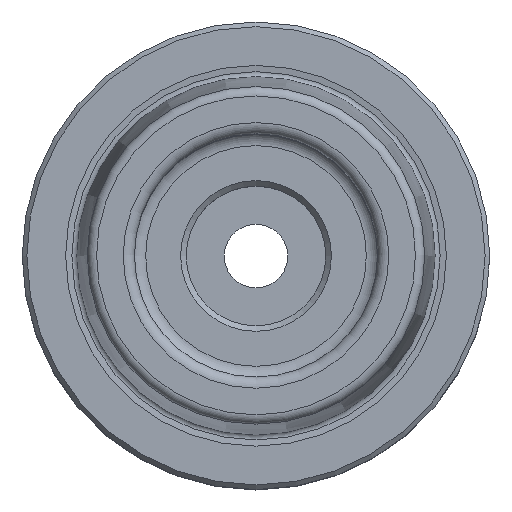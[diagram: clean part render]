
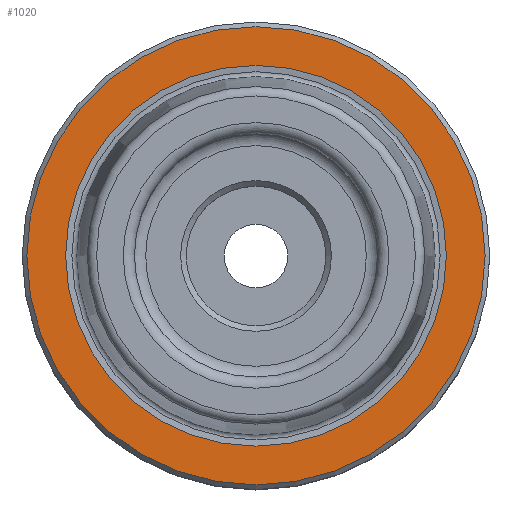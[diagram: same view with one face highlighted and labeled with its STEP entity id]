
A CAD part, top view. The second image highlights one B-rep face of the part: STEP entity #1020.
In plain terms, the highlighted planar face has unit normal (0, 0, 1).
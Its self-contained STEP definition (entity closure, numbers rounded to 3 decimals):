
#43=PLANE('',#1115);
#118=ORIENTED_EDGE('',*,*,#209,.T.);
#119=ORIENTED_EDGE('',*,*,#208,.F.);
#208=EDGE_CURVE('',#265,#265,#322,.T.);
#209=EDGE_CURVE('',#266,#266,#323,.T.);
#265=VERTEX_POINT('',#1492);
#266=VERTEX_POINT('',#1495);
#322=CIRCLE('',#1114,20.358);
#323=CIRCLE('',#1116,24.5);
#403=EDGE_LOOP('',(#118));
#404=EDGE_LOOP('',(#119));
#517=FACE_BOUND('',#403,.T.);
#518=FACE_BOUND('',#404,.T.);
#1020=ADVANCED_FACE('',(#517,#518),#43,.T.);
#1114=AXIS2_PLACEMENT_3D('',#1491,#1290,#1291);
#1115=AXIS2_PLACEMENT_3D('',#1493,#1292,#1293);
#1116=AXIS2_PLACEMENT_3D('',#1494,#1294,#1295);
#1290=DIRECTION('',(0.,0.,1.));
#1291=DIRECTION('',(1.,0.,0.));
#1292=DIRECTION('',(0.,0.,1.));
#1293=DIRECTION('',(1.,0.,0.));
#1294=DIRECTION('',(0.,0.,1.));
#1295=DIRECTION('',(1.,0.,0.));
#1491=CARTESIAN_POINT('',(0.,0.,0.));
#1492=CARTESIAN_POINT('',(20.358,0.,0.));
#1493=CARTESIAN_POINT('',(20.358,0.,0.));
#1494=CARTESIAN_POINT('',(0.,0.,0.));
#1495=CARTESIAN_POINT('',(24.5,0.,0.));
